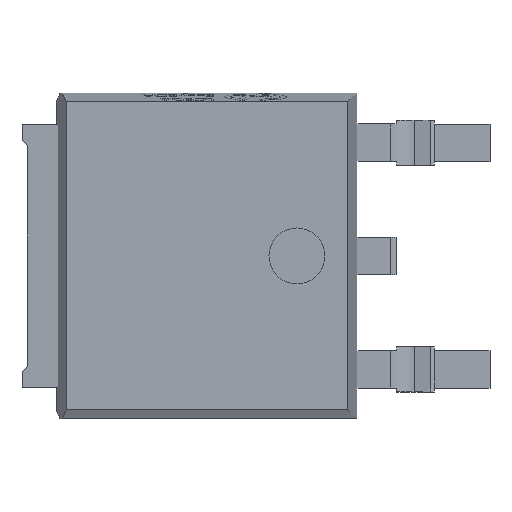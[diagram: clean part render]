
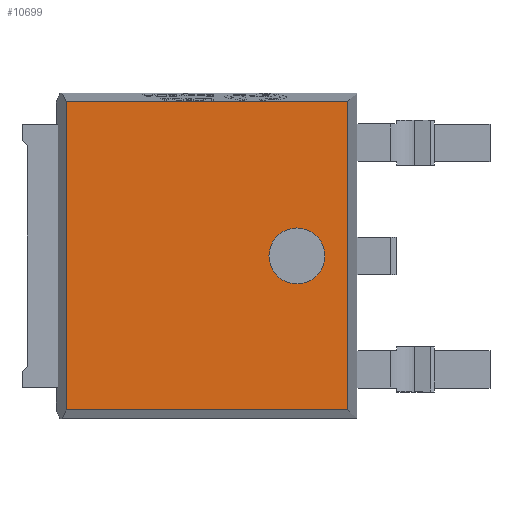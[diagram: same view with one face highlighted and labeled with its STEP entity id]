
A CAD part, top view. The second image highlights one B-rep face of the part: STEP entity #10699.
In plain terms, the highlighted planar face has unit normal (0, 0, 1).
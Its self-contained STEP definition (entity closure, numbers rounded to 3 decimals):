
#91 = PLANE ( 'NONE',  #6336 ) ;
#538 = CARTESIAN_POINT ( 'NONE',  ( 0., 0., 2.3 ) ) ;
#569 = CARTESIAN_POINT ( 'NONE',  ( 1.026, 3.128, 2.3 ) ) ;
#724 = CARTESIAN_POINT ( 'NONE',  ( -4.679, 3.3, 2.3 ) ) ;
#746 = VECTOR ( 'NONE', #9916, 1000. ) ;
#925 = LINE ( 'NONE', #4408, #6905 ) ;
#1224 = EDGE_CURVE ( 'NONE', #3453, #7628, #7153, .T. ) ;
#1334 = CARTESIAN_POINT ( 'NONE',  ( 0., 0., 2.3 ) ) ;
#1335 = CARTESIAN_POINT ( 'NONE',  ( 0., 0., 2.3 ) ) ;
#1361 = EDGE_CURVE ( 'NONE', #2894, #3379, #925, .T. ) ;
#1467 = DIRECTION ( 'NONE',  ( 1., 0., 0. ) ) ;
#1745 = VERTEX_POINT ( 'NONE', #12685 ) ;
#1952 = CARTESIAN_POINT ( 'NONE',  ( 0.567, 0., 2.3 ) ) ;
#2018 = CARTESIAN_POINT ( 'NONE',  ( -0.567, 0., 2.3 ) ) ;
#2605 = DIRECTION ( 'NONE',  ( 0., 0., 1. ) ) ;
#2894 = VERTEX_POINT ( 'NONE', #569 ) ;
#2960 = ORIENTED_EDGE ( 'NONE', *, *, #8196, .T. ) ;
#3301 = LINE ( 'NONE', #7649, #3934 ) ;
#3379 = VERTEX_POINT ( 'NONE', #5234 ) ;
#3453 = VERTEX_POINT ( 'NONE', #2018 ) ;
#3536 = ORIENTED_EDGE ( 'NONE', *, *, #1224, .F. ) ;
#3848 = ORIENTED_EDGE ( 'NONE', *, *, #14554, .T. ) ;
#3934 = VECTOR ( 'NONE', #5413, 1000. ) ;
#4364 = LINE ( 'NONE', #724, #746 ) ;
#4408 = CARTESIAN_POINT ( 'NONE',  ( 1.026, 3.3, 2.3 ) ) ;
#4487 = EDGE_CURVE ( 'NONE', #7628, #3453, #13743, .T. ) ;
#5234 = CARTESIAN_POINT ( 'NONE',  ( 1.026, -3.128, 2.3 ) ) ;
#5238 = AXIS2_PLACEMENT_3D ( 'NONE', #1335, #2605, #11524 ) ;
#5413 = DIRECTION ( 'NONE',  ( 1., 0., 0. ) ) ;
#5601 = VECTOR ( 'NONE', #6893, 1000. ) ;
#5727 = LINE ( 'NONE', #6830, #5601 ) ;
#6007 = ORIENTED_EDGE ( 'NONE', *, *, #1361, .F. ) ;
#6336 = AXIS2_PLACEMENT_3D ( 'NONE', #1334, #12644, #1467 ) ;
#6830 = CARTESIAN_POINT ( 'NONE',  ( -5.58, -3.128, 2.3 ) ) ;
#6893 = DIRECTION ( 'NONE',  ( 1., 0., 0. ) ) ;
#6905 = VECTOR ( 'NONE', #7850, 1000. ) ;
#7089 = ORIENTED_EDGE ( 'NONE', *, *, #12778, .F. ) ;
#7153 = CIRCLE ( 'NONE', #5238, 0.567 ) ;
#7254 = AXIS2_PLACEMENT_3D ( 'NONE', #538, #9809, #7469 ) ;
#7469 = DIRECTION ( 'NONE',  ( 1., 0., 0. ) ) ;
#7628 = VERTEX_POINT ( 'NONE', #1952 ) ;
#7649 = CARTESIAN_POINT ( 'NONE',  ( -5.58, 3.128, 2.3 ) ) ;
#7850 = DIRECTION ( 'NONE',  ( 0., -1., 0. ) ) ;
#8064 = EDGE_LOOP ( 'NONE', ( #14005, #3536 ) ) ;
#8148 = FACE_BOUND ( 'NONE', #8064, .T. ) ;
#8196 = EDGE_CURVE ( 'NONE', #10573, #3379, #5727, .T. ) ;
#8939 = CARTESIAN_POINT ( 'NONE',  ( -4.679, -3.128, 2.3 ) ) ;
#9809 = DIRECTION ( 'NONE',  ( 0., 0., 1. ) ) ;
#9916 = DIRECTION ( 'NONE',  ( 0., -1., 0. ) ) ;
#10573 = VERTEX_POINT ( 'NONE', #8939 ) ;
#10699 = ADVANCED_FACE ( 'NONE', ( #11736, #8148 ), #91, .T. ) ;
#11524 = DIRECTION ( 'NONE',  ( 1., 0., 0. ) ) ;
#11736 = FACE_OUTER_BOUND ( 'NONE', #13648, .T. ) ;
#12644 = DIRECTION ( 'NONE',  ( 0., 0., 1. ) ) ;
#12685 = CARTESIAN_POINT ( 'NONE',  ( -4.679, 3.128, 2.3 ) ) ;
#12778 = EDGE_CURVE ( 'NONE', #1745, #2894, #3301, .T. ) ;
#13648 = EDGE_LOOP ( 'NONE', ( #2960, #6007, #7089, #3848 ) ) ;
#13743 = CIRCLE ( 'NONE', #7254, 0.567 ) ;
#14005 = ORIENTED_EDGE ( 'NONE', *, *, #4487, .F. ) ;
#14554 = EDGE_CURVE ( 'NONE', #1745, #10573, #4364, .T. ) ;
